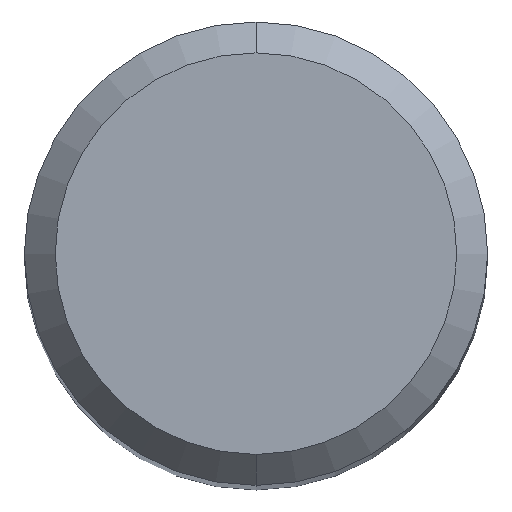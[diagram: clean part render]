
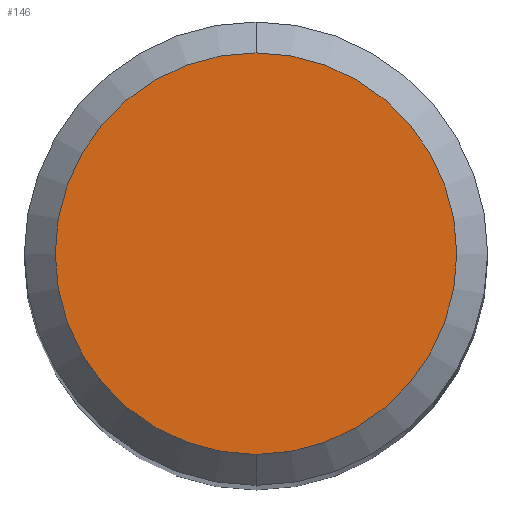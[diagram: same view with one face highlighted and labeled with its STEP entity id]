
A CAD part, top view. The second image highlights one B-rep face of the part: STEP entity #146.
In plain terms, the highlighted planar face has unit normal (0, 0, 1).
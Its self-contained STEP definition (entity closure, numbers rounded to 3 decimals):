
#146=ADVANCED_FACE('',(#316),#317,.T.);
#152=VERTEX_POINT('',#323);
#166=EDGE_CURVE('',#198,#152,#338,.T.);
#198=VERTEX_POINT('',#375);
#224=EDGE_CURVE('',#152,#198,#405,.T.);
#316=FACE_OUTER_BOUND('',#506,.T.);
#317=PLANE('',#507);
#323=CARTESIAN_POINT('',(0.,-2.6,0.0));
#338=CIRCLE('',#534,2.6);
#375=CARTESIAN_POINT('',(0.0,2.6,0.0));
#405=CIRCLE('',#614,2.6);
#506=EDGE_LOOP('',(#711,#712));
#507=AXIS2_PLACEMENT_3D('',#713,#714,#715);
#534=AXIS2_PLACEMENT_3D('',#732,#733,#734);
#614=AXIS2_PLACEMENT_3D('',#831,#832,#833);
#711=ORIENTED_EDGE('',*,*,#166,.F.);
#712=ORIENTED_EDGE('',*,*,#224,.F.);
#713=CARTESIAN_POINT('',(0.0,1.3,0.0));
#714=DIRECTION('',(-0.0,0.0,1.0));
#715=DIRECTION('',(0.0,-1.0,0.0));
#732=CARTESIAN_POINT('',(0.0,0.0,0.0));
#733=DIRECTION('',(0.0,0.0,-1.0));
#734=DIRECTION('',(0.0,1.0,0.0));
#831=CARTESIAN_POINT('',(0.0,0.0,0.0));
#832=DIRECTION('',(0.0,0.0,-1.0));
#833=DIRECTION('',(0.0,1.0,0.0));
